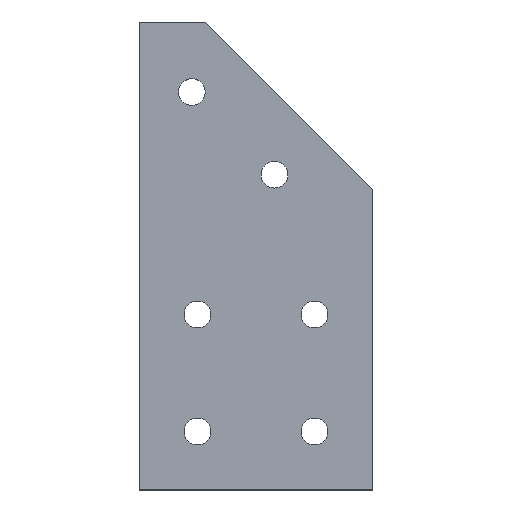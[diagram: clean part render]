
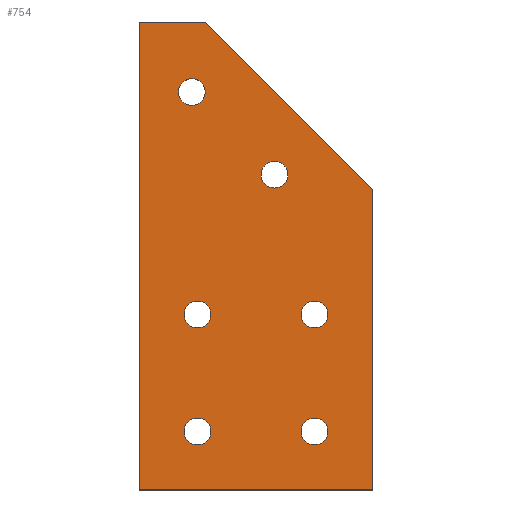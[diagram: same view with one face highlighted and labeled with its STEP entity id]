
A CAD part, top view. The second image highlights one B-rep face of the part: STEP entity #754.
In plain terms, the highlighted planar face has unit normal (0, 0, 1).
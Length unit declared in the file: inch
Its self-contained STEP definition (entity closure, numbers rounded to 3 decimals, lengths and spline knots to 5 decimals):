
#135=CARTESIAN_POINT('',(1.671,0.0,0.25));
#136=VERTEX_POINT('',#135);
#145=CARTESIAN_POINT('',(1.329,0.,0.25));
#146=VERTEX_POINT('',#145);
#147=CARTESIAN_POINT('',(1.5,0.0,0.25));
#148=DIRECTION('',(0.0,0.0,-1.0));
#149=DIRECTION('',(1.0,0.0,0.0));
#150=AXIS2_PLACEMENT_3D('',#147,#148,#149);
#151=CIRCLE('',#150,0.171);
#152=EDGE_CURVE('',#146,#136,#151,.T.);
#177=CARTESIAN_POINT('',(0.171,0.0,0.25));
#178=VERTEX_POINT('',#177);
#187=CARTESIAN_POINT('',(-0.171,0.,0.25));
#188=VERTEX_POINT('',#187);
#189=CARTESIAN_POINT('',(0.0,0.0,0.25));
#190=DIRECTION('',(0.0,0.0,-1.0));
#191=DIRECTION('',(1.0,0.0,0.0));
#192=AXIS2_PLACEMENT_3D('',#189,#190,#191);
#193=CIRCLE('',#192,0.171);
#194=EDGE_CURVE('',#188,#178,#193,.T.);
#221=CARTESIAN_POINT('',(1.671,1.5,0.25));
#222=VERTEX_POINT('',#221);
#238=CARTESIAN_POINT('',(1.329,1.5,0.25));
#239=VERTEX_POINT('',#238);
#246=CARTESIAN_POINT('',(1.5,1.5,0.25));
#247=DIRECTION('',(0.0,0.0,-1.0));
#248=DIRECTION('',(1.0,0.0,0.0));
#249=AXIS2_PLACEMENT_3D('',#246,#247,#248);
#250=CIRCLE('',#249,0.171);
#251=EDGE_CURVE('',#222,#239,#250,.T.);
#263=CARTESIAN_POINT('',(1.1585,3.29146,0.25));
#264=VERTEX_POINT('',#263);
#280=CARTESIAN_POINT('',(0.8165,3.29146,0.25));
#281=VERTEX_POINT('',#280);
#288=CARTESIAN_POINT('',(0.9875,3.29146,0.25));
#289=DIRECTION('',(0.0,0.0,-1.0));
#290=DIRECTION('',(1.0,0.0,0.0));
#291=AXIS2_PLACEMENT_3D('',#288,#289,#290);
#292=CIRCLE('',#291,0.171);
#293=EDGE_CURVE('',#264,#281,#292,.T.);
#305=CARTESIAN_POINT('',(0.171,1.5,0.25));
#306=VERTEX_POINT('',#305);
#322=CARTESIAN_POINT('',(-0.171,1.5,0.25));
#323=VERTEX_POINT('',#322);
#330=CARTESIAN_POINT('',(0.0,1.5,0.25));
#331=DIRECTION('',(0.0,0.0,-1.0));
#332=DIRECTION('',(1.0,0.0,0.0));
#333=AXIS2_PLACEMENT_3D('',#330,#331,#332);
#334=CIRCLE('',#333,0.171);
#335=EDGE_CURVE('',#306,#323,#334,.T.);
#347=CARTESIAN_POINT('',(0.09784,4.35212,0.25));
#348=VERTEX_POINT('',#347);
#364=CARTESIAN_POINT('',(-0.24416,4.35212,0.25));
#365=VERTEX_POINT('',#364);
#372=CARTESIAN_POINT('',(-0.07316,4.35212,0.25));
#373=DIRECTION('',(0.0,0.0,-1.0));
#374=DIRECTION('',(1.0,0.0,0.0));
#375=AXIS2_PLACEMENT_3D('',#372,#373,#374);
#376=CIRCLE('',#375,0.171);
#377=EDGE_CURVE('',#348,#365,#376,.T.);
#388=CARTESIAN_POINT('',(-0.07316,4.35212,0.25));
#389=DIRECTION('',(0.0,0.0,-1.0));
#390=DIRECTION('',(1.0,0.0,0.0));
#391=AXIS2_PLACEMENT_3D('',#388,#389,#390);
#392=CIRCLE('',#391,0.171);
#393=EDGE_CURVE('',#365,#348,#392,.T.);
#412=CARTESIAN_POINT('',(0.0,1.5,0.25));
#413=DIRECTION('',(0.0,0.0,-1.0));
#414=DIRECTION('',(1.0,0.0,0.0));
#415=AXIS2_PLACEMENT_3D('',#412,#413,#414);
#416=CIRCLE('',#415,0.171);
#417=EDGE_CURVE('',#323,#306,#416,.T.);
#436=CARTESIAN_POINT('',(0.9875,3.29146,0.25));
#437=DIRECTION('',(0.0,0.0,-1.0));
#438=DIRECTION('',(1.0,0.0,0.0));
#439=AXIS2_PLACEMENT_3D('',#436,#437,#438);
#440=CIRCLE('',#439,0.171);
#441=EDGE_CURVE('',#281,#264,#440,.T.);
#460=CARTESIAN_POINT('',(1.5,1.5,0.25));
#461=DIRECTION('',(0.0,0.0,-1.0));
#462=DIRECTION('',(1.0,0.0,0.0));
#463=AXIS2_PLACEMENT_3D('',#460,#461,#462);
#464=CIRCLE('',#463,0.171);
#465=EDGE_CURVE('',#239,#222,#464,.T.);
#492=CARTESIAN_POINT('',(0.0,0.0,0.25));
#493=DIRECTION('',(0.0,0.0,-1.0));
#494=DIRECTION('',(1.0,0.0,0.0));
#495=AXIS2_PLACEMENT_3D('',#492,#493,#494);
#496=CIRCLE('',#495,0.171);
#497=EDGE_CURVE('',#178,#188,#496,.T.);
#516=CARTESIAN_POINT('',(1.5,0.0,0.25));
#517=DIRECTION('',(0.0,0.0,-1.0));
#518=DIRECTION('',(1.0,0.0,0.0));
#519=AXIS2_PLACEMENT_3D('',#516,#517,#518);
#520=CIRCLE('',#519,0.171);
#521=EDGE_CURVE('',#136,#146,#520,.T.);
#541=CARTESIAN_POINT('',(2.25,-0.75,0.25));
#542=VERTEX_POINT('',#541);
#549=CARTESIAN_POINT('',(-0.75,-0.75,0.25));
#550=VERTEX_POINT('',#549);
#551=CARTESIAN_POINT('',(2.25,-0.75,0.25));
#552=DIRECTION('',(-1.0,0.0,0.0));
#553=VECTOR('',#552,3.0);
#554=LINE('',#551,#553);
#555=EDGE_CURVE('',#542,#550,#554,.T.);
#579=CARTESIAN_POINT('',(2.25,3.1,0.25));
#580=VERTEX_POINT('',#579);
#587=CARTESIAN_POINT('',(2.25,3.1,0.25));
#588=DIRECTION('',(0.0,-1.0,0.0));
#589=VECTOR('',#588,3.85);
#590=LINE('',#587,#589);
#591=EDGE_CURVE('',#580,#542,#590,.T.);
#610=CARTESIAN_POINT('',(0.1,5.25,0.25));
#611=VERTEX_POINT('',#610);
#618=CARTESIAN_POINT('',(0.1,5.25,0.25));
#619=DIRECTION('',(0.707,-0.707,0.0));
#620=VECTOR('',#619,3.04056);
#621=LINE('',#618,#620);
#622=EDGE_CURVE('',#611,#580,#621,.T.);
#641=CARTESIAN_POINT('',(-0.75,5.25,0.25));
#642=VERTEX_POINT('',#641);
#649=CARTESIAN_POINT('',(-0.75,5.25,0.25));
#650=DIRECTION('',(1.0,0.0,0.0));
#651=VECTOR('',#650,0.85);
#652=LINE('',#649,#651);
#653=EDGE_CURVE('',#642,#611,#652,.T.);
#671=CARTESIAN_POINT('',(-0.75,-0.75,0.25));
#672=DIRECTION('',(0.0,1.0,0.0));
#673=VECTOR('',#672,6.0);
#674=LINE('',#671,#673);
#675=EDGE_CURVE('',#550,#642,#674,.T.);
#718=CARTESIAN_POINT('',(0.62,2.42,0.25));
#719=DIRECTION('',(0.0,0.0,1.0));
#720=DIRECTION('',(1.0,0.0,0.0));
#721=AXIS2_PLACEMENT_3D('',#718,#719,#720);
#722=PLANE('',#721);
#723=ORIENTED_EDGE('',*,*,#675,.F.);
#724=ORIENTED_EDGE('',*,*,#555,.F.);
#725=ORIENTED_EDGE('',*,*,#591,.F.);
#726=ORIENTED_EDGE('',*,*,#622,.F.);
#727=ORIENTED_EDGE('',*,*,#653,.F.);
#728=EDGE_LOOP('',(#723,#724,#725,#726,#727));
#729=FACE_OUTER_BOUND('',#728,.T.);
#730=ORIENTED_EDGE('',*,*,#377,.T.);
#731=ORIENTED_EDGE('',*,*,#393,.T.);
#732=EDGE_LOOP('',(#730,#731));
#733=FACE_BOUND('',#732,.T.);
#734=ORIENTED_EDGE('',*,*,#335,.T.);
#735=ORIENTED_EDGE('',*,*,#417,.T.);
#736=EDGE_LOOP('',(#734,#735));
#737=FACE_BOUND('',#736,.T.);
#738=ORIENTED_EDGE('',*,*,#293,.T.);
#739=ORIENTED_EDGE('',*,*,#441,.T.);
#740=EDGE_LOOP('',(#738,#739));
#741=FACE_BOUND('',#740,.T.);
#742=ORIENTED_EDGE('',*,*,#251,.T.);
#743=ORIENTED_EDGE('',*,*,#465,.T.);
#744=EDGE_LOOP('',(#742,#743));
#745=FACE_BOUND('',#744,.T.);
#746=ORIENTED_EDGE('',*,*,#497,.T.);
#747=ORIENTED_EDGE('',*,*,#194,.T.);
#748=EDGE_LOOP('',(#746,#747));
#749=FACE_BOUND('',#748,.T.);
#750=ORIENTED_EDGE('',*,*,#521,.T.);
#751=ORIENTED_EDGE('',*,*,#152,.T.);
#752=EDGE_LOOP('',(#750,#751));
#753=FACE_BOUND('',#752,.T.);
#754=ADVANCED_FACE('',(#729,#733,#737,#741,#745,#749,#753),#722,.T.);
